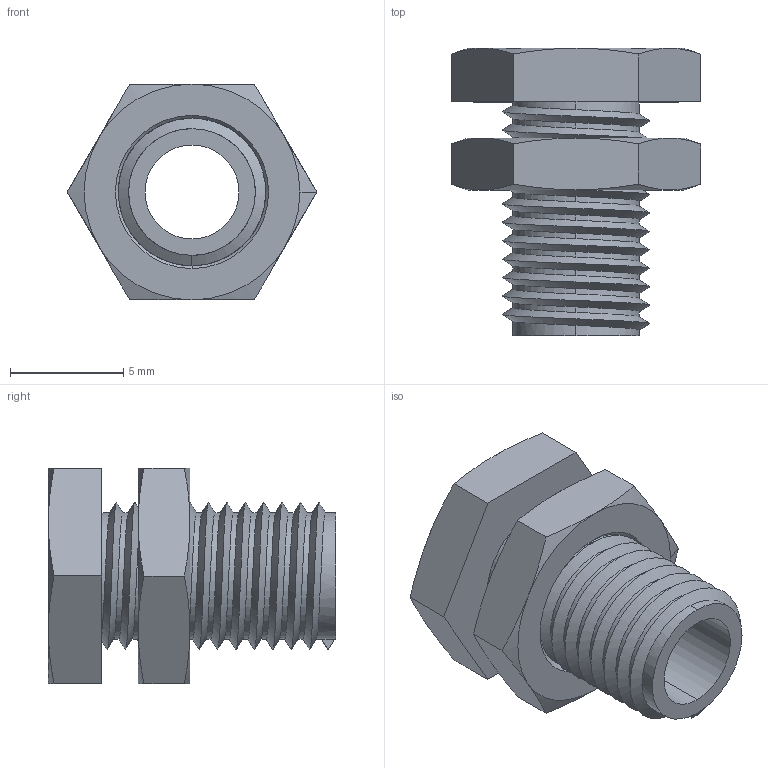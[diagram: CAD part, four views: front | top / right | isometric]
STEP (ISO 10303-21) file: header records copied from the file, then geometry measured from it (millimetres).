
FILE_DESCRIPTION(('FreeCAD Model'),'2;1');
FILE_NAME('KSE_PN6095.step','2020-08-08T00:01:44',('Author'),(''), 'Open CASCADE STEP processor 7.3','FreeCAD','Unknown');
FILE_SCHEMA(('AUTOMOTIVE_DESIGN { 1 0 10303 214 1 1 1 1 }'));
Length unit declared in the file: millimetre
Products named in the file (3): 6095; 6095-1; 6095-2
Assembly tree (2 placements, depth 2):
  6095
    6095-1
    6095-2
Bounding box: 11 x 12.67 x 9.53 mm (x, y, z)
Volume: 350.7 mm3; surface area: 880.2 mm2
Topology: 2 solids, 2 shells, 85 faces, 207 edges, 127 vertices
Faces by surface type: cylinder 34, cone 26, plane 21, bspline 4
Entity records: 8435 total; most frequent: CARTESIAN_POINT 4668, DIRECTION 575, ORIENTED_EDGE 414, PCURVE 414, DEFINITIONAL_REPRESENTATION 414, LINE 318, VECTOR 318, EDGE_CURVE 207
